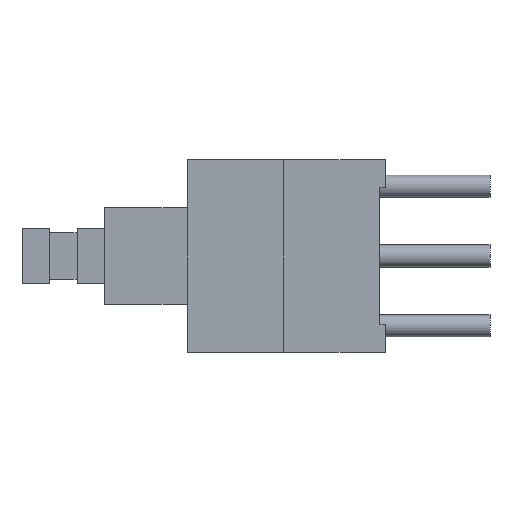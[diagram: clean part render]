
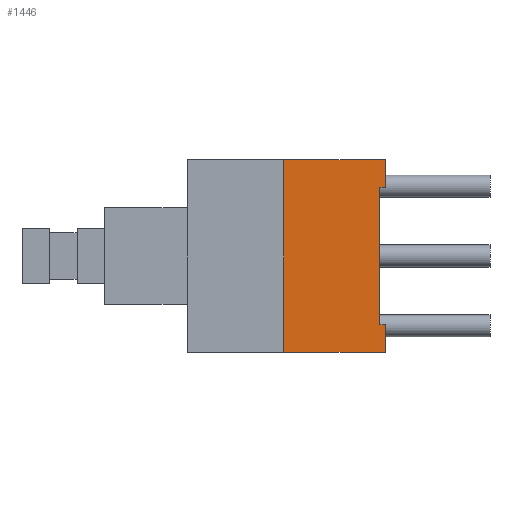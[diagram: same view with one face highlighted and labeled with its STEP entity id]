
A CAD part, left-side view. The second image highlights one B-rep face of the part: STEP entity #1446.
In plain terms, the highlighted planar face has unit normal (-1, 0, 0).
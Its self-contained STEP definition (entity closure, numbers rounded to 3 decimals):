
#62 = VERTEX_POINT ( 'NONE', #2379 ) ;
#76 = VECTOR ( 'NONE', #1834, 1000. ) ;
#101 = DIRECTION ( 'NONE',  ( 0., 0., -1. ) ) ;
#144 = PLANE ( 'NONE',  #2087 ) ;
#225 = VECTOR ( 'NONE', #101, 1000. ) ;
#238 = LINE ( 'NONE', #2052, #76 ) ;
#249 = DIRECTION ( 'NONE',  ( 0., 0., -1. ) ) ;
#253 = LINE ( 'NONE', #536, #1130 ) ;
#299 = CARTESIAN_POINT ( 'NONE',  ( -3.5, 0., 3.5 ) ) ;
#306 = DIRECTION ( 'NONE',  ( 0., 0., -1. ) ) ;
#308 = DIRECTION ( 'NONE',  ( 0., -1., 0. ) ) ;
#355 = FACE_OUTER_BOUND ( 'NONE', #1566, .T. ) ;
#363 = CARTESIAN_POINT ( 'NONE',  ( -3.5, -0.2, -2.5 ) ) ;
#536 = CARTESIAN_POINT ( 'NONE',  ( -3.5, 7., -3.5 ) ) ;
#552 = VECTOR ( 'NONE', #306, 1000. ) ;
#610 = DIRECTION ( 'NONE',  ( 0., 0., -1. ) ) ;
#637 = VERTEX_POINT ( 'NONE', #2143 ) ;
#683 = EDGE_CURVE ( 'NONE', #1831, #2594, #1422, .T. ) ;
#688 = VECTOR ( 'NONE', #308, 1000. ) ;
#704 = EDGE_CURVE ( 'NONE', #974, #712, #2341, .T. ) ;
#712 = VERTEX_POINT ( 'NONE', #1224 ) ;
#753 = DIRECTION ( 'NONE',  ( 0., 0., 1. ) ) ;
#812 = ORIENTED_EDGE ( 'NONE', *, *, #2448, .F. ) ;
#834 = DIRECTION ( 'NONE',  ( 0., 1., 0. ) ) ;
#913 = CARTESIAN_POINT ( 'NONE',  ( -3.5, 3.5, 3.5 ) ) ;
#963 = ORIENTED_EDGE ( 'NONE', *, *, #1221, .T. ) ;
#974 = VERTEX_POINT ( 'NONE', #913 ) ;
#1011 = EDGE_CURVE ( 'NONE', #2932, #637, #2385, .T. ) ;
#1079 = VECTOR ( 'NONE', #249, 1000. ) ;
#1130 = VECTOR ( 'NONE', #1678, 1000. ) ;
#1148 = CARTESIAN_POINT ( 'NONE',  ( -3.5, 3.5, 3.5 ) ) ;
#1204 = ORIENTED_EDGE ( 'NONE', *, *, #2394, .T. ) ;
#1221 = EDGE_CURVE ( 'NONE', #2932, #1831, #1752, .T. ) ;
#1224 = CARTESIAN_POINT ( 'NONE',  ( -3.5, -0.2, 3.5 ) ) ;
#1342 = CARTESIAN_POINT ( 'NONE',  ( -3.5, 0., -2.5 ) ) ;
#1422 = LINE ( 'NONE', #299, #2762 ) ;
#1446 = ADVANCED_FACE ( 'NONE', ( #355 ), #144, .F. ) ;
#1515 = CARTESIAN_POINT ( 'NONE',  ( -3.5, 7., 3.5 ) ) ;
#1566 = EDGE_LOOP ( 'NONE', ( #2598, #1204, #1845, #2615, #963, #2570, #1857, #812 ) ) ;
#1582 = EDGE_CURVE ( 'NONE', #62, #2594, #238, .T. ) ;
#1678 = DIRECTION ( 'NONE',  ( 0., -1., 0. ) ) ;
#1701 = CARTESIAN_POINT ( 'NONE',  ( -3.5, -0.2, -3.5 ) ) ;
#1752 = LINE ( 'NONE', #363, #2285 ) ;
#1791 = DIRECTION ( 'NONE',  ( 1., 0., 0. ) ) ;
#1831 = VERTEX_POINT ( 'NONE', #1342 ) ;
#1834 = DIRECTION ( 'NONE',  ( 0., 1., 0. ) ) ;
#1845 = ORIENTED_EDGE ( 'NONE', *, *, #2252, .T. ) ;
#1857 = ORIENTED_EDGE ( 'NONE', *, *, #1582, .F. ) ;
#2052 = CARTESIAN_POINT ( 'NONE',  ( -3.5, -0.2, 2.5 ) ) ;
#2087 = AXIS2_PLACEMENT_3D ( 'NONE', #1515, #1791, #610 ) ;
#2143 = CARTESIAN_POINT ( 'NONE',  ( -3.5, -0.2, -3.5 ) ) ;
#2252 = EDGE_CURVE ( 'NONE', #2432, #637, #253, .T. ) ;
#2285 = VECTOR ( 'NONE', #834, 1000. ) ;
#2341 = LINE ( 'NONE', #2371, #688 ) ;
#2371 = CARTESIAN_POINT ( 'NONE',  ( -3.5, 7., 3.5 ) ) ;
#2379 = CARTESIAN_POINT ( 'NONE',  ( -3.5, -0.2, 2.5 ) ) ;
#2385 = LINE ( 'NONE', #1701, #552 ) ;
#2386 = CARTESIAN_POINT ( 'NONE',  ( -3.5, -0.2, 3.5 ) ) ;
#2394 = EDGE_CURVE ( 'NONE', #974, #2432, #2944, .T. ) ;
#2432 = VERTEX_POINT ( 'NONE', #2894 ) ;
#2448 = EDGE_CURVE ( 'NONE', #712, #62, #2643, .T. ) ;
#2570 = ORIENTED_EDGE ( 'NONE', *, *, #683, .T. ) ;
#2594 = VERTEX_POINT ( 'NONE', #2913 ) ;
#2598 = ORIENTED_EDGE ( 'NONE', *, *, #704, .F. ) ;
#2615 = ORIENTED_EDGE ( 'NONE', *, *, #1011, .F. ) ;
#2643 = LINE ( 'NONE', #2386, #225 ) ;
#2762 = VECTOR ( 'NONE', #753, 1000. ) ;
#2894 = CARTESIAN_POINT ( 'NONE',  ( -3.5, 3.5, -3.5 ) ) ;
#2913 = CARTESIAN_POINT ( 'NONE',  ( -3.5, 0., 2.5 ) ) ;
#2932 = VERTEX_POINT ( 'NONE', #2988 ) ;
#2944 = LINE ( 'NONE', #1148, #1079 ) ;
#2988 = CARTESIAN_POINT ( 'NONE',  ( -3.5, -0.2, -2.5 ) ) ;
